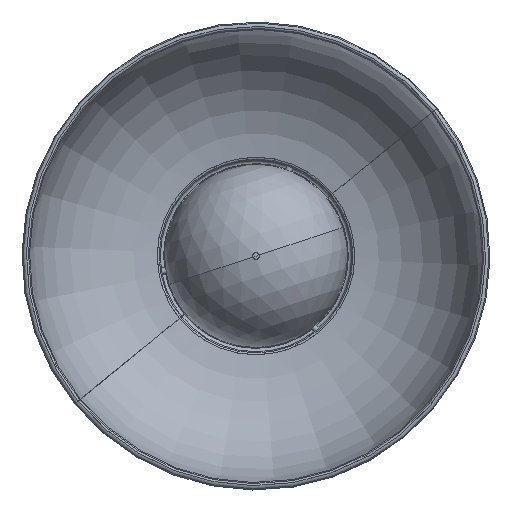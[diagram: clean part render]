
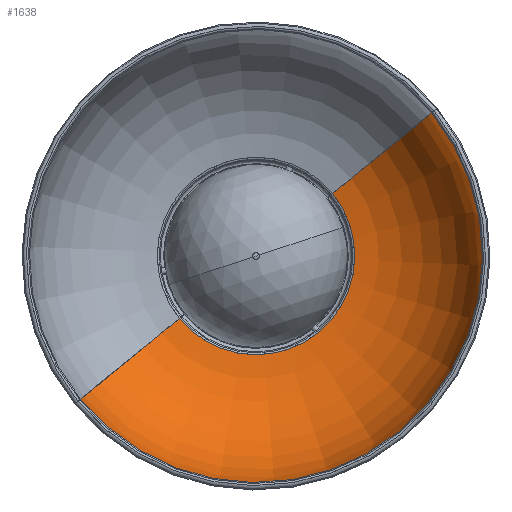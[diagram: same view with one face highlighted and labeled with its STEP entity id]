
A CAD part, front view. The second image highlights one B-rep face of the part: STEP entity #1638.
In plain terms, the highlighted toroidal (fillet/blend) face has major radius 77.389 mm and minor radius 129 mm.
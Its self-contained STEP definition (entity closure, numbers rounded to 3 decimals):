
#171 = EDGE_CURVE ( 'NONE', #3425, #6743, #3706, .T. ) ;
#229 = DIRECTION ( 'NONE',  ( -1., 0., 0. ) ) ;
#545 = DIRECTION ( 'NONE',  ( 0., 1., 0. ) ) ;
#718 = CARTESIAN_POINT ( 'NONE',  ( 7122.886, 3346.051, 205.905 ) ) ;
#960 = CARTESIAN_POINT ( 'NONE',  ( 7122.886, 3346.051, -205.905 ) ) ;
#1390 = ORIENTED_EDGE ( 'NONE', *, *, #3702, .T. ) ;
#1418 = ORIENTED_EDGE ( 'NONE', *, *, #4464, .F. ) ;
#1452 = ORIENTED_EDGE ( 'NONE', *, *, #171, .F. ) ;
#1631 = CARTESIAN_POINT ( 'NONE',  ( 7122.886, 3463.305, 89.713 ) ) ;
#1638 = ADVANCED_FACE ( 'NONE', ( #4779 ), #3181, .F. ) ;
#1719 = DIRECTION ( 'NONE',  ( 0., 1., 0. ) ) ;
#1865 = DIRECTION ( 'NONE',  ( 1., 0., 0. ) ) ;
#1867 = VERTEX_POINT ( 'NONE', #1631 ) ;
#2054 = VERTEX_POINT ( 'NONE', #718 ) ;
#3181 = TOROIDAL_SURFACE ( 'NONE', #5434, 77.389, 129. ) ;
#3425 = VERTEX_POINT ( 'NONE', #960 ) ;
#3455 = CARTESIAN_POINT ( 'NONE',  ( 7122.886, 3334.895, 77.389 ) ) ;
#3702 = EDGE_CURVE ( 'NONE', #1867, #6743, #5833, .T. ) ;
#3706 = CIRCLE ( 'NONE', #4718, 129. ) ;
#3774 = CARTESIAN_POINT ( 'NONE',  ( 7122.886, 3346.051, 0. ) ) ;
#3868 = CARTESIAN_POINT ( 'NONE',  ( 7122.886, 3463.305, -89.713 ) ) ;
#3990 = DIRECTION ( 'NONE',  ( 0., 0., 1. ) ) ;
#4311 = DIRECTION ( 'NONE',  ( 0., 0., 1. ) ) ;
#4392 = AXIS2_PLACEMENT_3D ( 'NONE', #3455, #229, #3990 ) ;
#4464 = EDGE_CURVE ( 'NONE', #2054, #3425, #6697, .T. ) ;
#4626 = DIRECTION ( 'NONE',  ( 0., 1., 0. ) ) ;
#4644 = DIRECTION ( 'NONE',  ( 0., 0., 1. ) ) ;
#4718 = AXIS2_PLACEMENT_3D ( 'NONE', #5076, #1865, #5603 ) ;
#4779 = FACE_OUTER_BOUND ( 'NONE', #6026, .T. ) ;
#4930 = CARTESIAN_POINT ( 'NONE',  ( 7122.886, 3463.305, 0. ) ) ;
#5076 = CARTESIAN_POINT ( 'NONE',  ( 7122.886, 3334.895, -77.389 ) ) ;
#5162 = CARTESIAN_POINT ( 'NONE',  ( 7122.886, 3334.895, 0. ) ) ;
#5434 = AXIS2_PLACEMENT_3D ( 'NONE', #5162, #4626, #4644 ) ;
#5462 = DIRECTION ( 'NONE',  ( 0., 0., 1. ) ) ;
#5603 = DIRECTION ( 'NONE',  ( 0., 0., -1. ) ) ;
#5833 = CIRCLE ( 'NONE', #6160, 89.713 ) ;
#6026 = EDGE_LOOP ( 'NONE', ( #1452, #1418, #6817, #1390 ) ) ;
#6121 = AXIS2_PLACEMENT_3D ( 'NONE', #3774, #545, #4311 ) ;
#6160 = AXIS2_PLACEMENT_3D ( 'NONE', #4930, #1719, #5462 ) ;
#6568 = EDGE_CURVE ( 'NONE', #2054, #1867, #6918, .T. ) ;
#6697 = CIRCLE ( 'NONE', #6121, 205.905 ) ;
#6743 = VERTEX_POINT ( 'NONE', #3868 ) ;
#6817 = ORIENTED_EDGE ( 'NONE', *, *, #6568, .T. ) ;
#6918 = CIRCLE ( 'NONE', #4392, 129. ) ;
